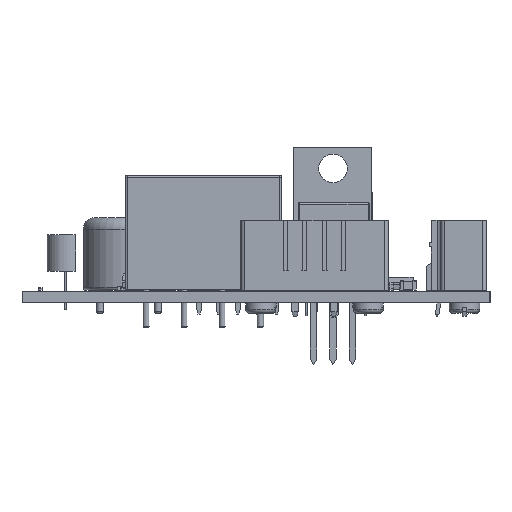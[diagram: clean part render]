
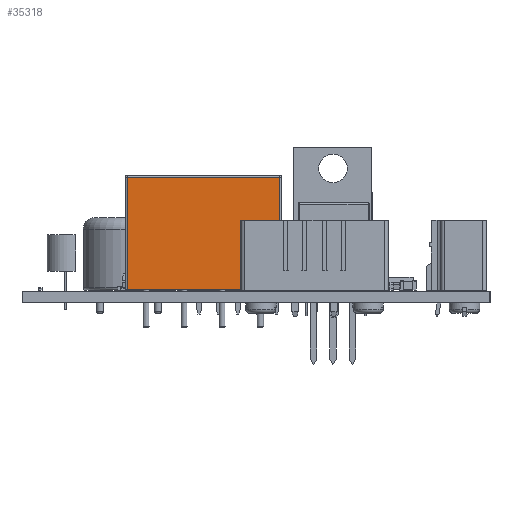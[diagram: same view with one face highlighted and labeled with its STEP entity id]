
A CAD part, left-side view. The second image highlights one B-rep face of the part: STEP entity #35318.
In plain terms, the highlighted planar face has unit normal (-1, 0, 0).
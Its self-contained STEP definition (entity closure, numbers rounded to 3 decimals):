
#35050 = VERTEX_POINT('',#35051);
#35051 = CARTESIAN_POINT('',(-2.86,-12.5,0.1));
#35058 = EDGE_CURVE('',#35050,#35059,#35061,.T.);
#35059 = VERTEX_POINT('',#35060);
#35060 = CARTESIAN_POINT('',(-2.86,7.5,0.1));
#35061 = LINE('',#35062,#35063);
#35062 = CARTESIAN_POINT('',(-2.86,-12.75,0.1));
#35063 = VECTOR('',#35064,1.);
#35064 = DIRECTION('',(0.,1.,0.));
#35273 = VERTEX_POINT('',#35274);
#35274 = CARTESIAN_POINT('',(-2.86,7.5,14.85));
#35283 = EDGE_CURVE('',#35059,#35273,#35284,.T.);
#35284 = LINE('',#35285,#35286);
#35285 = CARTESIAN_POINT('',(-2.86,7.5,0.1));
#35286 = VECTOR('',#35287,1.);
#35287 = DIRECTION('',(0.,0.,1.));
#35298 = VERTEX_POINT('',#35299);
#35299 = CARTESIAN_POINT('',(-2.86,-12.5,14.85));
#35306 = EDGE_CURVE('',#35050,#35298,#35307,.T.);
#35307 = LINE('',#35308,#35309);
#35308 = CARTESIAN_POINT('',(-2.86,-12.5,0.1));
#35309 = VECTOR('',#35310,1.);
#35310 = DIRECTION('',(0.,0.,1.));
#35318 = ADVANCED_FACE('',(#35319),#35330,.T.);
#35319 = FACE_BOUND('',#35320,.T.);
#35320 = EDGE_LOOP('',(#35321,#35322,#35323,#35324));
#35321 = ORIENTED_EDGE('',*,*,#35283,.F.);
#35322 = ORIENTED_EDGE('',*,*,#35058,.F.);
#35323 = ORIENTED_EDGE('',*,*,#35306,.T.);
#35324 = ORIENTED_EDGE('',*,*,#35325,.T.);
#35325 = EDGE_CURVE('',#35298,#35273,#35326,.T.);
#35326 = LINE('',#35327,#35328);
#35327 = CARTESIAN_POINT('',(-2.86,-12.5,14.85));
#35328 = VECTOR('',#35329,1.);
#35329 = DIRECTION('',(0.,1.,0.));
#35330 = PLANE('',#35331);
#35331 = AXIS2_PLACEMENT_3D('',#35332,#35333,#35334);
#35332 = CARTESIAN_POINT('',(-2.86,-12.75,0.1));
#35333 = DIRECTION('',(-1.,0.,0.));
#35334 = DIRECTION('',(0.,1.,0.));
